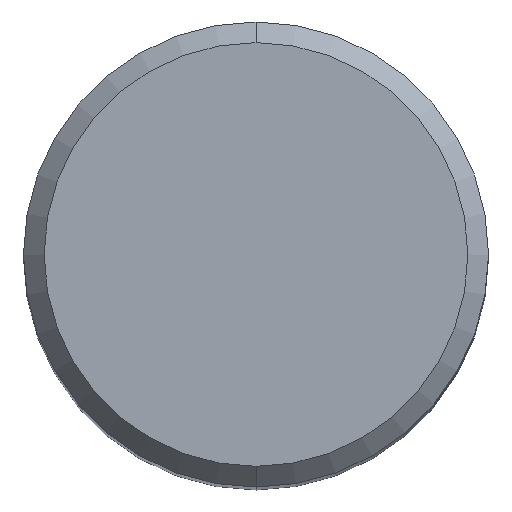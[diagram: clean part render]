
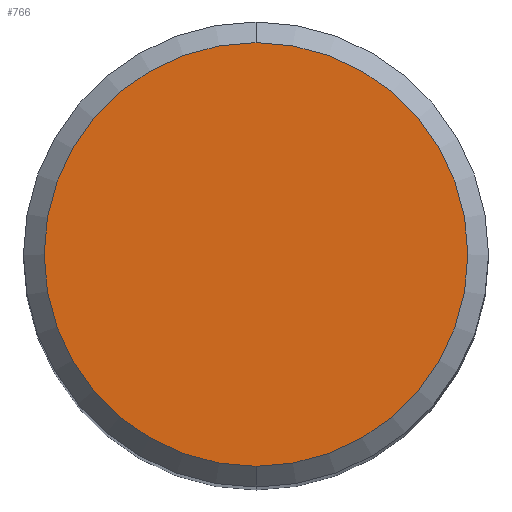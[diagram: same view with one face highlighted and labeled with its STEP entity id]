
A CAD part, top view. The second image highlights one B-rep face of the part: STEP entity #766.
In plain terms, the highlighted planar face has unit normal (0, 0, 1).
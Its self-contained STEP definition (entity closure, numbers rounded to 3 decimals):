
#406=VERTEX_POINT('',#978);
#726=EDGE_CURVE('',#406,#778,#1331,.T.);
#766=ADVANCED_FACE('',(#1374),#1375,.T.);
#778=VERTEX_POINT('',#1390);
#802=EDGE_CURVE('',#778,#406,#1415,.T.);
#978=CARTESIAN_POINT('',(0.0,8.2,0.0));
#1331=CIRCLE('',#7160,8.2);
#1374=FACE_OUTER_BOUND('',#7304,.T.);
#1375=PLANE('',#7305);
#1390=CARTESIAN_POINT('',(0.,-8.2,0.0));
#1415=CIRCLE('',#7382,8.2);
#7160=AXIS2_PLACEMENT_3D('',#8073,#8074,#8075);
#7304=EDGE_LOOP('',(#8109,#8110));
#7305=AXIS2_PLACEMENT_3D('',#8111,#8112,#8113);
#7382=AXIS2_PLACEMENT_3D('',#8152,#8153,#8154);
#8073=CARTESIAN_POINT('',(0.0,0.0,0.0));
#8074=DIRECTION('',(0.0,0.0,-1.0));
#8075=DIRECTION('',(0.0,1.0,0.0));
#8109=ORIENTED_EDGE('',*,*,#726,.F.);
#8110=ORIENTED_EDGE('',*,*,#802,.F.);
#8111=CARTESIAN_POINT('',(0.0,4.1,0.0));
#8112=DIRECTION('',(-0.0,0.0,1.0));
#8113=DIRECTION('',(0.0,-1.0,0.0));
#8152=CARTESIAN_POINT('',(0.0,0.0,0.0));
#8153=DIRECTION('',(0.0,0.0,-1.0));
#8154=DIRECTION('',(0.0,1.0,0.0));
